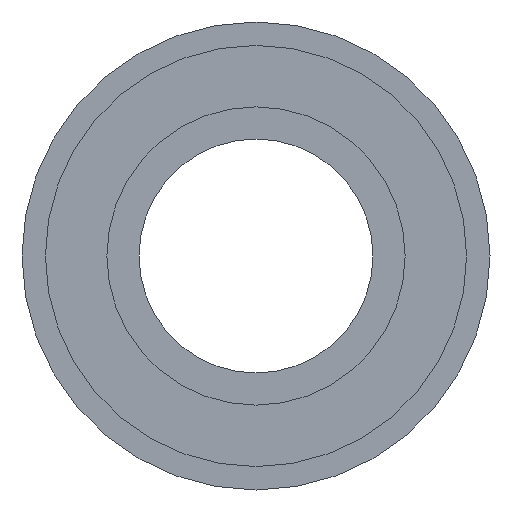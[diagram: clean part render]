
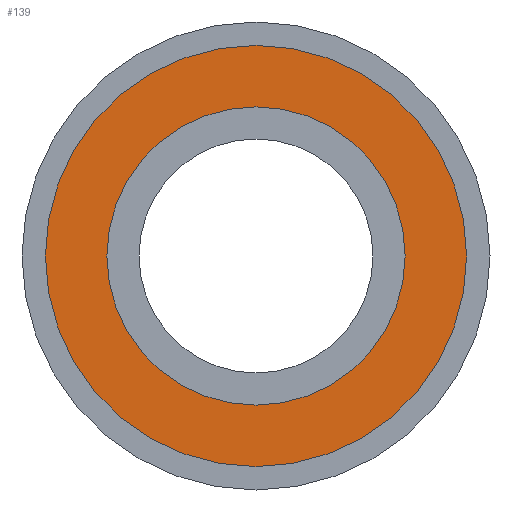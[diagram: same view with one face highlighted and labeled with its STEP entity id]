
A CAD part, left-side view. The second image highlights one B-rep face of the part: STEP entity #139.
In plain terms, the highlighted planar face has unit normal (-1, 0, 0).
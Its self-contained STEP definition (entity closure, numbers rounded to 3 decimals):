
#6 = VERTEX_POINT ( 'NONE', #195 ) ;
#19 = AXIS2_PLACEMENT_3D ( 'NONE', #310, #290, #265 ) ;
#26 = AXIS2_PLACEMENT_3D ( 'NONE', #307, #239, #268 ) ;
#80 = CARTESIAN_POINT ( 'NONE',  ( -2.2, 0., 0. ) ) ;
#125 = ORIENTED_EDGE ( 'NONE', *, *, #317, .T. ) ;
#128 = AXIS2_PLACEMENT_3D ( 'NONE', #150, #198, #224 ) ;
#139 = ADVANCED_FACE ( 'NONE', ( #212, #551 ), #190, .T. ) ;
#149 = ORIENTED_EDGE ( 'NONE', *, *, #434, .F. ) ;
#150 = CARTESIAN_POINT ( 'NONE',  ( -2.2, 5.1, 0. ) ) ;
#173 = VERTEX_POINT ( 'NONE', #186 ) ;
#183 = CARTESIAN_POINT ( 'NONE',  ( -2.2, 0., -7.2 ) ) ;
#186 = CARTESIAN_POINT ( 'NONE',  ( -2.2, 0., 5.1 ) ) ;
#190 = PLANE ( 'NONE',  #128 ) ;
#195 = CARTESIAN_POINT ( 'NONE',  ( -2.2, 0., 7.2 ) ) ;
#198 = DIRECTION ( 'NONE',  ( -1., 0., 0. ) ) ;
#212 = FACE_BOUND ( 'NONE', #521, .T. ) ;
#224 = DIRECTION ( 'NONE',  ( 0., 0., 1. ) ) ;
#237 = EDGE_CURVE ( 'NONE', #522, #173, #417, .T. ) ;
#239 = DIRECTION ( 'NONE',  ( 1., 0., 0. ) ) ;
#252 = ORIENTED_EDGE ( 'NONE', *, *, #332, .F. ) ;
#265 = DIRECTION ( 'NONE',  ( 0., 0., -1. ) ) ;
#268 = DIRECTION ( 'NONE',  ( 0., 0., -1. ) ) ;
#290 = DIRECTION ( 'NONE',  ( 1., 0., 0. ) ) ;
#307 = CARTESIAN_POINT ( 'NONE',  ( -2.2, 0., 0. ) ) ;
#310 = CARTESIAN_POINT ( 'NONE',  ( -2.2, 0., 0. ) ) ;
#317 = EDGE_CURVE ( 'NONE', #173, #522, #369, .T. ) ;
#323 = AXIS2_PLACEMENT_3D ( 'NONE', #80, #556, #553 ) ;
#332 = EDGE_CURVE ( 'NONE', #6, #478, #377, .T. ) ;
#365 = DIRECTION ( 'NONE',  ( 0., 0., -1. ) ) ;
#367 = CARTESIAN_POINT ( 'NONE',  ( -2.2, 0., -5.1 ) ) ;
#369 = CIRCLE ( 'NONE', #538, 5.1 ) ;
#377 = CIRCLE ( 'NONE', #26, 7.2 ) ;
#417 = CIRCLE ( 'NONE', #323, 5.1 ) ;
#429 = ORIENTED_EDGE ( 'NONE', *, *, #237, .T. ) ;
#432 = DIRECTION ( 'NONE',  ( 1., 0., 0. ) ) ;
#433 = CARTESIAN_POINT ( 'NONE',  ( -2.2, 0., 0. ) ) ;
#434 = EDGE_CURVE ( 'NONE', #478, #6, #511, .T. ) ;
#478 = VERTEX_POINT ( 'NONE', #183 ) ;
#486 = EDGE_LOOP ( 'NONE', ( #149, #252 ) ) ;
#511 = CIRCLE ( 'NONE', #19, 7.2 ) ;
#521 = EDGE_LOOP ( 'NONE', ( #429, #125 ) ) ;
#522 = VERTEX_POINT ( 'NONE', #367 ) ;
#538 = AXIS2_PLACEMENT_3D ( 'NONE', #433, #432, #365 ) ;
#551 = FACE_OUTER_BOUND ( 'NONE', #486, .T. ) ;
#553 = DIRECTION ( 'NONE',  ( 0., 0., -1. ) ) ;
#556 = DIRECTION ( 'NONE',  ( 1., 0., 0. ) ) ;
